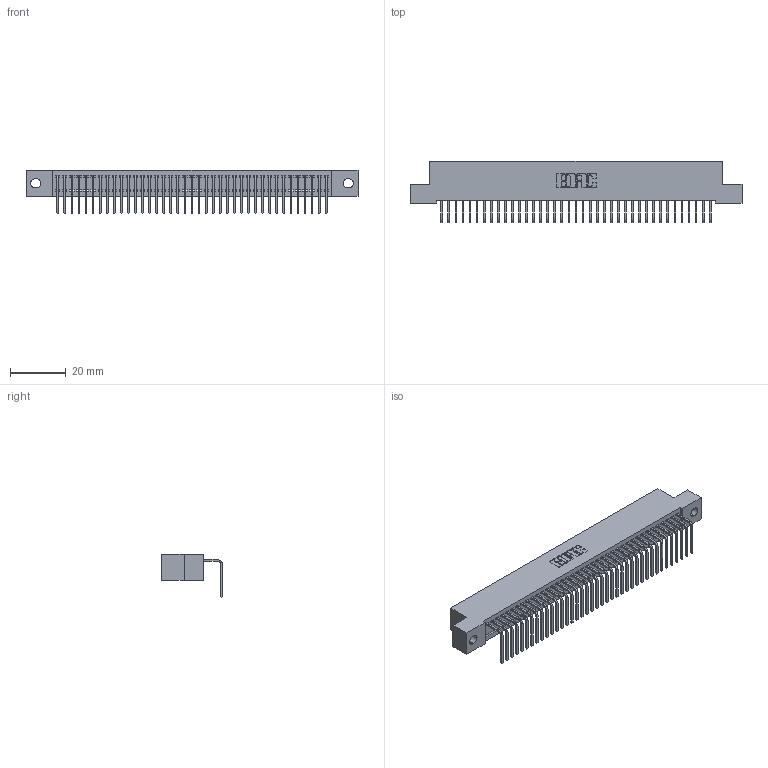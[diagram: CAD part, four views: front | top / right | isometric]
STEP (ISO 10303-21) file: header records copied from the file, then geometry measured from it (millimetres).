
FILE_DESCRIPTION (( 'STEP AP203' ), '1' );
FILE_NAME ('392-039-558-102.STEP', '2019-10-07T19:34:55', ( '' ), ( '' ), 'SwSTEP 2.0', 'SolidWorks 2016', '' );
FILE_SCHEMA (( 'CONFIG_CONTROL_DESIGN' ));
Length unit declared in the file: inch
Products named in the file (3): 342 Part_.128 Slot; 345-292-001_558 Tail - 2; 392-039-558-102
Assembly tree (40 placements, depth 2):
  392-039-558-102
    342 Part_.128 Slot
    345-292-001_558 Tail - 2  x39
Bounding box: 119.38 x 21.91 x 15.62 mm (x, y, z)
Volume: 10534 mm3; surface area: 15910.3 mm2
Topology: 40 solids, 40 shells, 2454 faces, 7409 edges, 4886 vertices
Faces by surface type: plane 1786, cylinder 668
Entity records: 24317 total; most frequent: CARTESIAN_POINT 4203, ORIENTED_EDGE 4178, DIRECTION 3551, EDGE_CURVE 2089, LINE 1961, VECTOR 1961, VERTEX_POINT 1390, AXIS2_PLACEMENT_3D 795
